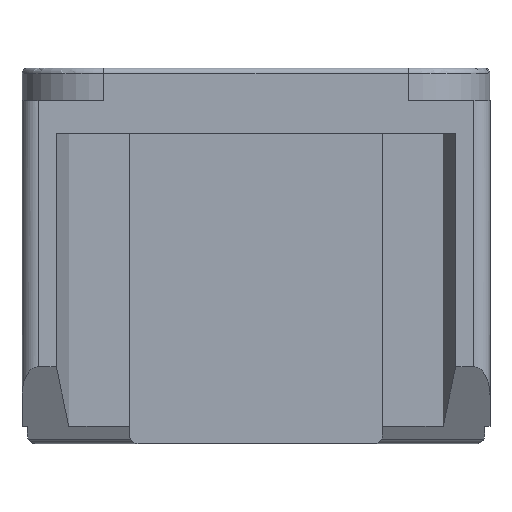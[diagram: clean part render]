
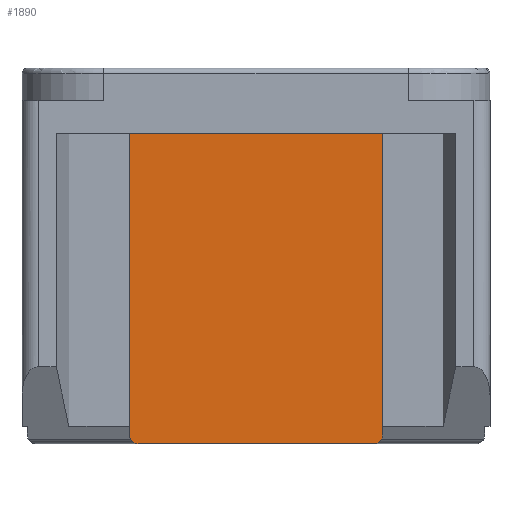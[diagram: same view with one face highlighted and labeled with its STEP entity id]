
A CAD part, top view. The second image highlights one B-rep face of the part: STEP entity #1890.
In plain terms, the highlighted planar face has unit normal (0, -0.018, 1).
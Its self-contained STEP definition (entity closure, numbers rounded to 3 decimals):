
#22=ELLIPSE('',#2024,0.203,0.203);
#23=ELLIPSE('',#2026,0.203,0.203);
#130=FACE_OUTER_BOUND('',#238,.T.);
#238=EDGE_LOOP('',(#1509,#1510,#1511,#1512,#1513,#1514));
#422=LINE('',#2950,#658);
#426=LINE('',#2958,#662);
#434=LINE('',#2972,#670);
#441=LINE('',#2996,#677);
#658=VECTOR('',#2354,7.037);
#662=VECTOR('',#2360,5.906);
#670=VECTOR('',#2372,7.037);
#677=VECTOR('',#2395,5.5);
#866=VERTEX_POINT('',#2947);
#867=VERTEX_POINT('',#2949);
#870=VERTEX_POINT('',#2956);
#874=VERTEX_POINT('',#2970);
#882=VERTEX_POINT('',#2991);
#883=VERTEX_POINT('',#2995);
#1088=EDGE_CURVE('',#866,#867,#422,.T.);
#1092=EDGE_CURVE('',#866,#870,#426,.T.);
#1100=EDGE_CURVE('',#874,#870,#434,.T.);
#1111=EDGE_CURVE('',#882,#874,#22,.T.);
#1112=EDGE_CURVE('',#882,#883,#441,.T.);
#1113=EDGE_CURVE('',#867,#883,#23,.T.);
#1509=ORIENTED_EDGE('',*,*,#1112,.T.);
#1510=ORIENTED_EDGE('',*,*,#1113,.F.);
#1511=ORIENTED_EDGE('',*,*,#1088,.F.);
#1512=ORIENTED_EDGE('',*,*,#1092,.T.);
#1513=ORIENTED_EDGE('',*,*,#1100,.F.);
#1514=ORIENTED_EDGE('',*,*,#1111,.F.);
#1799=PLANE('',#2025);
#1890=ADVANCED_FACE('',(#130),#1799,.T.);
#2024=AXIS2_PLACEMENT_3D('',#2993,#2391,#2392);
#2025=AXIS2_PLACEMENT_3D('',#2994,#2393,#2394);
#2026=AXIS2_PLACEMENT_3D('',#2997,#2396,#2397);
#2354=DIRECTION('',(0.,-1.,-0.017));
#2360=DIRECTION('',(-1.,0.,0.));
#2372=DIRECTION('',(0.,1.,0.017));
#2391=DIRECTION('center_axis',(0.,0.017,-1.));
#2392=DIRECTION('ref_axis',(0.,-1.,-0.017));
#2393=DIRECTION('center_axis',(0.,-0.017,1.));
#2394=DIRECTION('ref_axis',(0.,1.,0.017));
#2395=DIRECTION('',(1.,0.,0.));
#2396=DIRECTION('center_axis',(0.,0.017,-1.));
#2397=DIRECTION('ref_axis',(0.,-1.,-0.017));
#2947=CARTESIAN_POINT('',(2.953,7.239,3.683));
#2949=CARTESIAN_POINT('',(2.953,0.203,3.56));
#2950=CARTESIAN_POINT('',(2.953,7.239,3.683));
#2956=CARTESIAN_POINT('',(-2.953,7.239,3.683));
#2958=CARTESIAN_POINT('',(2.953,7.239,3.683));
#2970=CARTESIAN_POINT('',(-2.953,0.203,3.56));
#2972=CARTESIAN_POINT('',(-2.953,0.203,3.56));
#2991=CARTESIAN_POINT('',(-2.75,0.,3.557));
#2993=CARTESIAN_POINT('Origin',(-2.75,0.203,3.56));
#2994=CARTESIAN_POINT('Origin',(0.,7.239,3.683));
#2995=CARTESIAN_POINT('',(2.75,0.,3.557));
#2996=CARTESIAN_POINT('',(-2.75,0.,3.557));
#2997=CARTESIAN_POINT('Origin',(2.75,0.203,3.56));
